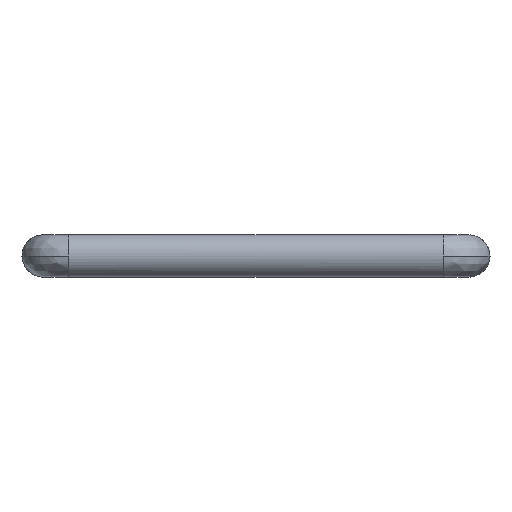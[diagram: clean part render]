
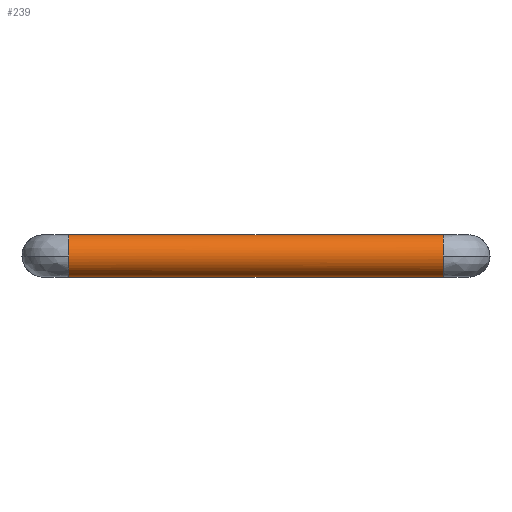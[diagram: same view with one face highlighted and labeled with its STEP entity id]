
A CAD part, front view. The second image highlights one B-rep face of the part: STEP entity #239.
In plain terms, the highlighted free-form (B-spline) face has degree [1, 3] with [2, 4] control points.
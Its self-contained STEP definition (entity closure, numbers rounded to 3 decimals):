
#9 = VERTEX_POINT ( 'NONE', #860 ) ;
#13 = VERTEX_POINT ( 'NONE', #697 ) ;
#46 = CARTESIAN_POINT ( 'NONE',  ( 252.409, -33.971, -13.5 ) ) ;
#55 = CARTESIAN_POINT ( 'NONE',  ( 252.409, -33.971, -13.5 ) ) ;
#97 = CARTESIAN_POINT ( 'NONE',  ( 12.409, -41.811, -13.5 ) ) ;
#122 = EDGE_CURVE ( 'NONE', #13, #522, #723, .T. ) ;
#131 = CARTESIAN_POINT ( 'NONE',  ( 252.409, -41.811, 13.5 ) ) ;
#137 =( BOUNDED_CURVE ( )  B_SPLINE_CURVE ( 3, ( #563, #737, #1078, #583 ),
 .UNSPECIFIED., .F., .T. ) 
 B_SPLINE_CURVE_WITH_KNOTS ( ( 4, 4 ),
 ( 0., 1.571 ),
 .UNSPECIFIED. ) 
 CURVE ( )  GEOMETRIC_REPRESENTATION_ITEM ( )  RATIONAL_B_SPLINE_CURVE ( ( 0.959, 0.782, 0.795, 1. ) ) 
 REPRESENTATION_ITEM ( '' )  );
#156 = B_SPLINE_CURVE_WITH_KNOTS ( 'NONE', 1,
 ( #643, #908 ),
 .UNSPECIFIED., .F., .F.,
 ( 2, 2 ),
 ( -1., 0. ),
 .UNSPECIFIED. ) ;
#181 = CARTESIAN_POINT ( 'NONE',  ( 12.409, -47.471, -7.976 ) ) ;
#229 = CARTESIAN_POINT ( 'NONE',  ( 252.409, -60.971, 13.5 ) ) ;
#239 = ADVANCED_FACE ( 'NONE', ( #638 ), #420, .F. ) ;
#246 = CARTESIAN_POINT ( 'NONE',  ( 12.409, -47.471, 0. ) ) ;
#256 = EDGE_CURVE ( 'NONE', #585, #1046, #156, .T. ) ;
#260 = CARTESIAN_POINT ( 'NONE',  ( 12.409, -41.811, 13.5 ) ) ;
#276 = ORIENTED_EDGE ( 'NONE', *, *, #1103, .F. ) ;
#293 = CARTESIAN_POINT ( 'NONE',  ( 252.409, -47.471, 7.976 ) ) ;
#298 = CARTESIAN_POINT ( 'NONE',  ( 252.409, -33.971, 13.5 ) ) ;
#301 = EDGE_CURVE ( 'NONE', #851, #9, #137, .T. ) ;
#392 = CARTESIAN_POINT ( 'NONE',  ( 12.409, -33.971, 13.5 ) ) ;
#396 = CARTESIAN_POINT ( 'NONE',  ( 12.409, -60.971, -13.5 ) ) ;
#412 = ORIENTED_EDGE ( 'NONE', *, *, #910, .F. ) ;
#420 =( BOUNDED_SURFACE ( )  B_SPLINE_SURFACE ( 1, 3, ( 
 ( #46, #662, #229, #298 ),
 ( #654, #396, #744, #392 ) ),
 .UNSPECIFIED., .F., .F., .F. ) 
 B_SPLINE_SURFACE_WITH_KNOTS ( ( 2, 2 ),
 ( 4, 4 ),
 ( 0., 1. ),
 ( 0., 1. ),
 .UNSPECIFIED. ) 
 GEOMETRIC_REPRESENTATION_ITEM ( )  RATIONAL_B_SPLINE_SURFACE ( (
 ( 1., 0.333, 0.333, 1.),
 ( 1., 0.333, 0.333, 1.) ) ) 
 REPRESENTATION_ITEM ( '' )  SURFACE ( )  );
#440 = CARTESIAN_POINT ( 'NONE',  ( 252.409, -33.971, 13.5 ) ) ;
#450 = CARTESIAN_POINT ( 'NONE',  ( 12.409, -33.971, -13.5 ) ) ;
#498 = CARTESIAN_POINT ( 'NONE',  ( 12.409, -33.971, -13.5 ) ) ;
#522 = VERTEX_POINT ( 'NONE', #631 ) ;
#563 = CARTESIAN_POINT ( 'NONE',  ( 252.409, -47.471, 0. ) ) ;
#583 = CARTESIAN_POINT ( 'NONE',  ( 252.409, -33.971, -13.5 ) ) ;
#585 = VERTEX_POINT ( 'NONE', #440 ) ;
#593 = EDGE_LOOP ( 'NONE', ( #640, #412, #1010, #276, #693, #1017 ) ) ;
#631 = CARTESIAN_POINT ( 'NONE',  ( 12.409, -47.471, 0. ) ) ;
#638 = FACE_OUTER_BOUND ( 'NONE', #593, .T. ) ;
#640 = ORIENTED_EDGE ( 'NONE', *, *, #301, .F. ) ;
#643 = CARTESIAN_POINT ( 'NONE',  ( 252.409, -33.971, 13.5 ) ) ;
#654 = CARTESIAN_POINT ( 'NONE',  ( 12.409, -33.971, -13.5 ) ) ;
#662 = CARTESIAN_POINT ( 'NONE',  ( 252.409, -60.971, -13.5 ) ) ;
#693 = ORIENTED_EDGE ( 'NONE', *, *, #122, .F. ) ;
#697 = CARTESIAN_POINT ( 'NONE',  ( 12.409, -33.971, -13.5 ) ) ;
#698 = CARTESIAN_POINT ( 'NONE',  ( 252.409, -47.471, 0. ) ) ;
#710 = CARTESIAN_POINT ( 'NONE',  ( 12.409, -47.471, 0. ) ) ;
#723 =( BOUNDED_CURVE ( )  B_SPLINE_CURVE ( 3, ( #450, #97, #181, #710 ),
 .UNSPECIFIED., .F., .T. ) 
 B_SPLINE_CURVE_WITH_KNOTS ( ( 4, 4 ),
 ( 0., 1.571 ),
 .UNSPECIFIED. ) 
 CURVE ( )  GEOMETRIC_REPRESENTATION_ITEM ( )  RATIONAL_B_SPLINE_CURVE ( ( 1., 0.795, 0.782, 0.959 ) ) 
 REPRESENTATION_ITEM ( '' )  );
#725 = CARTESIAN_POINT ( 'NONE',  ( 252.409, -47.471, 0. ) ) ;
#737 = CARTESIAN_POINT ( 'NONE',  ( 252.409, -47.471, -7.976 ) ) ;
#744 = CARTESIAN_POINT ( 'NONE',  ( 12.409, -60.971, 13.5 ) ) ;
#749 = CARTESIAN_POINT ( 'NONE',  ( 12.409, -33.971, 13.5 ) ) ;
#839 = CARTESIAN_POINT ( 'NONE',  ( 12.409, -47.471, 7.976 ) ) ;
#851 = VERTEX_POINT ( 'NONE', #698 ) ;
#860 = CARTESIAN_POINT ( 'NONE',  ( 252.409, -33.971, -13.5 ) ) ;
#905 = EDGE_CURVE ( 'NONE', #13, #9, #937, .T. ) ;
#908 = CARTESIAN_POINT ( 'NONE',  ( 12.409, -33.971, 13.5 ) ) ;
#909 = CARTESIAN_POINT ( 'NONE',  ( 252.409, -33.971, 13.5 ) ) ;
#910 = EDGE_CURVE ( 'NONE', #585, #851, #1108, .T. ) ;
#919 =( BOUNDED_CURVE ( )  B_SPLINE_CURVE ( 3, ( #246, #839, #260, #1030 ),
 .UNSPECIFIED., .F., .T. ) 
 B_SPLINE_CURVE_WITH_KNOTS ( ( 4, 4 ),
 ( 0., 1.571 ),
 .UNSPECIFIED. ) 
 CURVE ( )  GEOMETRIC_REPRESENTATION_ITEM ( )  RATIONAL_B_SPLINE_CURVE ( ( 0.959, 0.782, 0.795, 1. ) ) 
 REPRESENTATION_ITEM ( '' )  );
#937 = B_SPLINE_CURVE_WITH_KNOTS ( 'NONE', 1,
 ( #498, #55 ),
 .UNSPECIFIED., .F., .F.,
 ( 2, 2 ),
 ( -1., 0. ),
 .UNSPECIFIED. ) ;
#1010 = ORIENTED_EDGE ( 'NONE', *, *, #256, .T. ) ;
#1017 = ORIENTED_EDGE ( 'NONE', *, *, #905, .T. ) ;
#1030 = CARTESIAN_POINT ( 'NONE',  ( 12.409, -33.971, 13.5 ) ) ;
#1046 = VERTEX_POINT ( 'NONE', #749 ) ;
#1078 = CARTESIAN_POINT ( 'NONE',  ( 252.409, -41.811, -13.5 ) ) ;
#1103 = EDGE_CURVE ( 'NONE', #522, #1046, #919, .T. ) ;
#1108 =( BOUNDED_CURVE ( )  B_SPLINE_CURVE ( 3, ( #909, #131, #293, #725 ),
 .UNSPECIFIED., .F., .T. ) 
 B_SPLINE_CURVE_WITH_KNOTS ( ( 4, 4 ),
 ( 0., 1.571 ),
 .UNSPECIFIED. ) 
 CURVE ( )  GEOMETRIC_REPRESENTATION_ITEM ( )  RATIONAL_B_SPLINE_CURVE ( ( 1., 0.795, 0.782, 0.959 ) ) 
 REPRESENTATION_ITEM ( '' )  );
